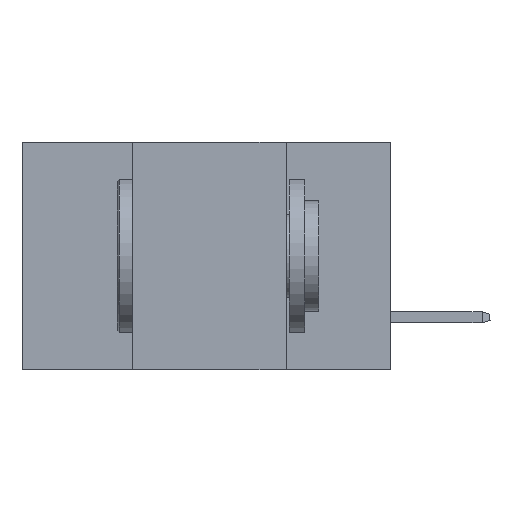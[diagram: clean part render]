
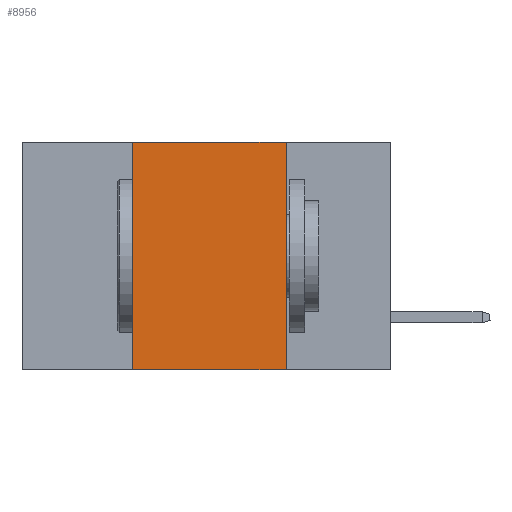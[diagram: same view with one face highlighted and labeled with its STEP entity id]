
A CAD part, left-side view. The second image highlights one B-rep face of the part: STEP entity #8956.
In plain terms, the highlighted planar face has unit normal (-1, 0, 0).
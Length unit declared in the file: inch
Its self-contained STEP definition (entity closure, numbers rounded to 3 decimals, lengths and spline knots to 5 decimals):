
#527 = DIRECTION ( 'NONE',  ( 0., 0., -1. ) ) ;
#1516 = LINE ( 'NONE', #3820, #3832 ) ;
#3414 = EDGE_LOOP ( 'NONE', ( #21905, #17918, #4034, #19365 ) ) ;
#3771 = AXIS2_PLACEMENT_3D ( 'NONE', #10322, #16653, #8322 ) ;
#3820 = CARTESIAN_POINT ( 'NONE',  ( 0., 0.6, 0. ) ) ;
#3832 = VECTOR ( 'NONE', #26605, 39.37008 ) ;
#4034 = ORIENTED_EDGE ( 'NONE', *, *, #8215, .F. ) ;
#4726 = CARTESIAN_POINT ( 'NONE',  ( 0., 0.17, 0. ) ) ;
#5167 = CARTESIAN_POINT ( 'NONE',  ( 0., 0.42, 0. ) ) ;
#5920 = EDGE_CURVE ( 'NONE', #11824, #16051, #18914, .T. ) ;
#6714 = CARTESIAN_POINT ( 'NONE',  ( 0., 0.17, 0. ) ) ;
#7698 = CARTESIAN_POINT ( 'NONE',  ( 0., 0.6, -0.37 ) ) ;
#8215 = EDGE_CURVE ( 'NONE', #11824, #20464, #17698, .T. ) ;
#8322 = DIRECTION ( 'NONE',  ( 0., 0., -1. ) ) ;
#8572 = VECTOR ( 'NONE', #527, 39.37008 ) ;
#8956 = ADVANCED_FACE ( 'NONE', ( #16049 ), #22761, .F. ) ;
#9234 = LINE ( 'NONE', #6714, #8572 ) ;
#10322 = CARTESIAN_POINT ( 'NONE',  ( 0., 0.6, 0. ) ) ;
#10537 = CARTESIAN_POINT ( 'NONE',  ( 0., 0.42, -0.37 ) ) ;
#11696 = DIRECTION ( 'NONE',  ( 0., -1., 0. ) ) ;
#11824 = VERTEX_POINT ( 'NONE', #10537 ) ;
#12137 = VECTOR ( 'NONE', #21862, 39.37008 ) ;
#14471 = CARTESIAN_POINT ( 'NONE',  ( 0., 0.42, 0. ) ) ;
#14835 = CARTESIAN_POINT ( 'NONE',  ( 0., 0.17, -0.37 ) ) ;
#16041 = VERTEX_POINT ( 'NONE', #4726 ) ;
#16049 = FACE_OUTER_BOUND ( 'NONE', #3414, .T. ) ;
#16051 = VERTEX_POINT ( 'NONE', #14835 ) ;
#16653 = DIRECTION ( 'NONE',  ( 1., 0., 0. ) ) ;
#17698 = LINE ( 'NONE', #5167, #12137 ) ;
#17918 = ORIENTED_EDGE ( 'NONE', *, *, #23341, .F. ) ;
#18914 = LINE ( 'NONE', #7698, #20840 ) ;
#18953 = EDGE_CURVE ( 'NONE', #16041, #16051, #9234, .T. ) ;
#19365 = ORIENTED_EDGE ( 'NONE', *, *, #5920, .T. ) ;
#20464 = VERTEX_POINT ( 'NONE', #14471 ) ;
#20840 = VECTOR ( 'NONE', #11696, 39.37008 ) ;
#21862 = DIRECTION ( 'NONE',  ( 0., 0., 1. ) ) ;
#21905 = ORIENTED_EDGE ( 'NONE', *, *, #18953, .F. ) ;
#22761 = PLANE ( 'NONE',  #3771 ) ;
#23341 = EDGE_CURVE ( 'NONE', #20464, #16041, #1516, .T. ) ;
#26605 = DIRECTION ( 'NONE',  ( 0., -1., 0. ) ) ;
